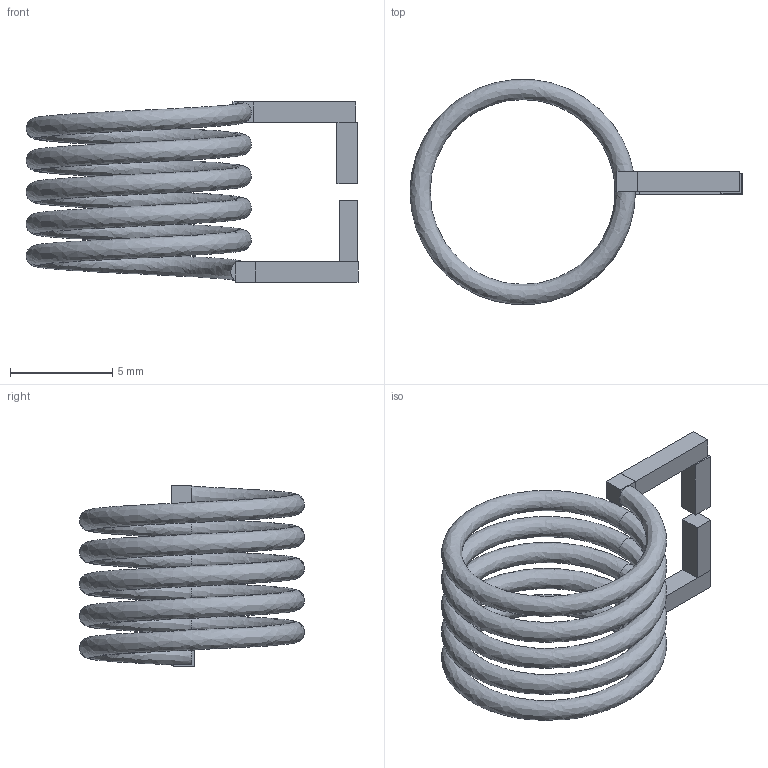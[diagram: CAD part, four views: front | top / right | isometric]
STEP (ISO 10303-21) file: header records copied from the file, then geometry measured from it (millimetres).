
FILE_DESCRIPTION(('FreeCAD Model'),'2;1');
FILE_NAME('Open CASCADE Shape Model','2025-05-28T00:54:05',(''),(''), 'Open CASCADE STEP processor 7.6','FreeCAD','Unknown');
FILE_SCHEMA(('AUTOMOTIVE_DESIGN { 1 0 10303 214 1 1 1 1 }'));
Length unit declared in the file: millimetre
Products named in the file (1): coil_complete_model
Bounding box: 16.2 x 10.96 x 8.8 mm (x, y, z)
Volume: 140.4 mm3; surface area: 565.5 mm2
Topology: 1 solids, 1 shells, 44 faces, 109 edges, 67 vertices
Faces by surface type: plane 39, bspline 5
Entity records: 2699 total; most frequent: CARTESIAN_POINT 1696, ORIENTED_EDGE 218, DIRECTION 179, EDGE_CURVE 109, LINE 87, VECTOR 87, VERTEX_POINT 67, AXIS2_PLACEMENT_3D 46
